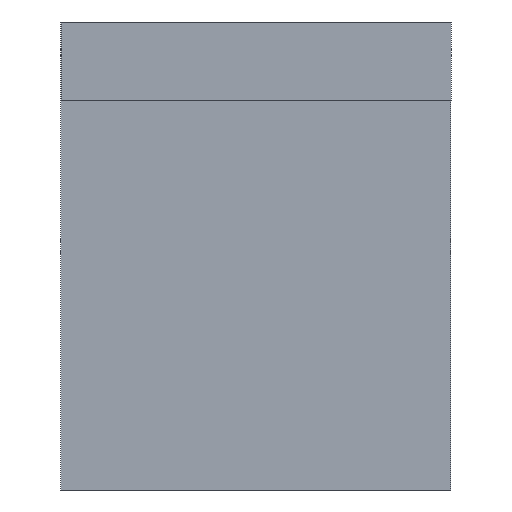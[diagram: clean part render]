
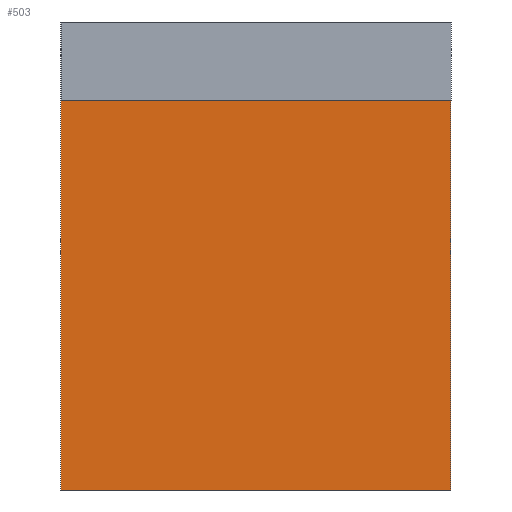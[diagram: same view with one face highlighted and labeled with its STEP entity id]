
A CAD part, front view. The second image highlights one B-rep face of the part: STEP entity #503.
In plain terms, the highlighted planar face has unit normal (0, -1, 0).
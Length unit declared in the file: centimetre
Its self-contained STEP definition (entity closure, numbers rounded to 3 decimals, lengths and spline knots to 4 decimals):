
#345=VERTEX_POINT('',#590);
#346=VERTEX_POINT('',#592);
#347=VERTEX_POINT('',#596);
#348=VERTEX_POINT('',#598);
#362=VECTOR('',#538,1.);
#364=VECTOR('',#541,1.);
#365=VECTOR('',#542,1.);
#366=VECTOR('',#543,1.);
#386=LINE('',#591,#362);
#388=LINE('',#595,#364);
#389=LINE('',#597,#365);
#390=LINE('',#599,#366);
#410=EDGE_CURVE('',#346,#345,#386,.T.);
#412=EDGE_CURVE('',#345,#347,#388,.T.);
#413=EDGE_CURVE('',#348,#347,#389,.T.);
#414=EDGE_CURVE('',#346,#348,#390,.T.);
#437=ORIENTED_EDGE('',*,*,#412,.T.);
#438=ORIENTED_EDGE('',*,*,#413,.F.);
#439=ORIENTED_EDGE('',*,*,#414,.F.);
#440=ORIENTED_EDGE('',*,*,#410,.T.);
#479=EDGE_LOOP('',(#437,#438,#439,#440));
#491=FACE_BOUND('',#479,.T.);
#503=ADVANCED_FACE('',(#491),#639,.T.);
#515=AXIS2_PLACEMENT_3D('',#594,#540,$);
#538=DIRECTION('',(0.,0.,1.));
#540=DIRECTION('',(0.,-1.,0.));
#541=DIRECTION('',(-1.,0.,0.));
#542=DIRECTION('',(0.,0.,1.));
#543=DIRECTION('',(-1.,0.,0.));
#590=CARTESIAN_POINT('',(0.2,0.,0.2));
#591=CARTESIAN_POINT('',(0.2,0.,0.));
#592=CARTESIAN_POINT('',(0.2,0.,0.));
#594=CARTESIAN_POINT('',(0.1,0.,0.));
#595=CARTESIAN_POINT('',(0.2,0.,0.2));
#596=CARTESIAN_POINT('',(0.,0.,0.2));
#597=CARTESIAN_POINT('',(0.,0.,0.));
#598=CARTESIAN_POINT('',(0.,0.,0.));
#599=CARTESIAN_POINT('',(0.2,0.,0.));
#639=PLANE('',#515);
